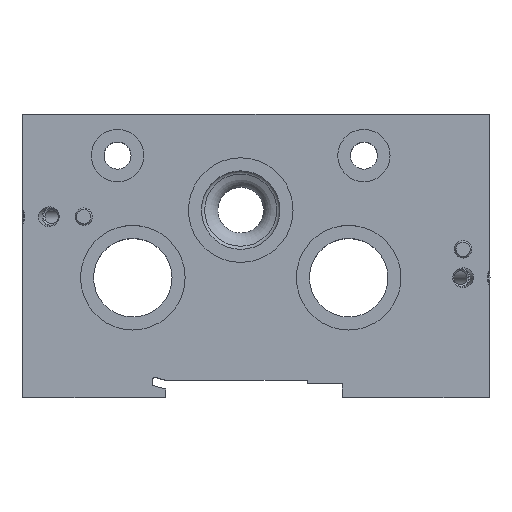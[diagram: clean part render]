
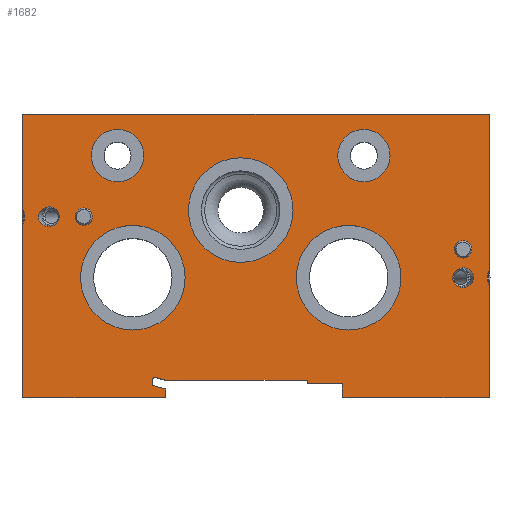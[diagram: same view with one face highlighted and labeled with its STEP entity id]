
A CAD part, top view. The second image highlights one B-rep face of the part: STEP entity #1682.
In plain terms, the highlighted planar face has unit normal (0, 0, 1).
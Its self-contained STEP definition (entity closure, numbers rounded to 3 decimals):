
#77=ELLIPSE('',#1869,2.394,2.25);
#78=ELLIPSE('',#1870,2.394,2.25);
#79=ELLIPSE('',#1876,4.257,4.);
#80=ELLIPSE('',#1877,4.257,4.);
#97=LINE('',#2743,#171);
#99=LINE('',#2754,#173);
#101=LINE('',#2757,#175);
#103=LINE('',#2763,#177);
#105=LINE('',#2767,#179);
#107=LINE('',#2771,#181);
#109=LINE('',#2775,#183);
#112=LINE('',#2783,#186);
#114=LINE('',#2787,#188);
#116=LINE('',#2791,#190);
#118=LINE('',#2795,#192);
#120=LINE('',#2799,#194);
#122=LINE('',#2803,#196);
#123=LINE('',#2814,#197);
#124=LINE('',#2815,#198);
#171=VECTOR('',#2133,1000.);
#173=VECTOR('',#2143,1000.);
#175=VECTOR('',#2145,1000.);
#177=VECTOR('',#2151,1000.);
#179=VECTOR('',#2155,1000.);
#181=VECTOR('',#2159,1000.);
#183=VECTOR('',#2163,1000.);
#186=VECTOR('',#2172,1000.);
#188=VECTOR('',#2176,1000.);
#190=VECTOR('',#2180,1000.);
#192=VECTOR('',#2184,1000.);
#194=VECTOR('',#2188,1000.);
#196=VECTOR('',#2192,1000.);
#197=VECTOR('',#2203,1000.);
#198=VECTOR('',#2204,1000.);
#243=PLANE('',#1866);
#391=ORIENTED_EDGE('',*,*,#759,.F.);
#392=ORIENTED_EDGE('',*,*,#760,.F.);
#393=ORIENTED_EDGE('',*,*,#761,.T.);
#394=ORIENTED_EDGE('',*,*,#762,.T.);
#395=ORIENTED_EDGE('',*,*,#763,.F.);
#396=ORIENTED_EDGE('',*,*,#764,.F.);
#397=ORIENTED_EDGE('',*,*,#765,.F.);
#398=ORIENTED_EDGE('',*,*,#766,.F.);
#399=ORIENTED_EDGE('',*,*,#767,.F.);
#400=ORIENTED_EDGE('',*,*,#768,.T.);
#401=ORIENTED_EDGE('',*,*,#758,.T.);
#402=ORIENTED_EDGE('',*,*,#722,.T.);
#403=ORIENTED_EDGE('',*,*,#727,.T.);
#404=ORIENTED_EDGE('',*,*,#769,.T.);
#405=ORIENTED_EDGE('',*,*,#729,.T.);
#406=ORIENTED_EDGE('',*,*,#732,.T.);
#407=ORIENTED_EDGE('',*,*,#734,.T.);
#408=ORIENTED_EDGE('',*,*,#736,.T.);
#409=ORIENTED_EDGE('',*,*,#738,.T.);
#410=ORIENTED_EDGE('',*,*,#740,.F.);
#411=ORIENTED_EDGE('',*,*,#742,.T.);
#412=ORIENTED_EDGE('',*,*,#744,.T.);
#413=ORIENTED_EDGE('',*,*,#746,.T.);
#414=ORIENTED_EDGE('',*,*,#748,.T.);
#415=ORIENTED_EDGE('',*,*,#750,.T.);
#416=ORIENTED_EDGE('',*,*,#752,.T.);
#417=ORIENTED_EDGE('',*,*,#757,.T.);
#722=EDGE_CURVE('',#920,#919,#97,.T.);
#727=EDGE_CURVE('',#919,#923,#99,.T.);
#729=EDGE_CURVE('',#924,#925,#101,.T.);
#732=EDGE_CURVE('',#925,#927,#103,.T.);
#734=EDGE_CURVE('',#927,#928,#105,.T.);
#736=EDGE_CURVE('',#928,#929,#107,.T.);
#738=EDGE_CURVE('',#929,#930,#109,.T.);
#740=EDGE_CURVE('',#931,#930,#1062,.T.);
#742=EDGE_CURVE('',#931,#932,#112,.T.);
#744=EDGE_CURVE('',#932,#933,#114,.T.);
#746=EDGE_CURVE('',#933,#934,#116,.T.);
#748=EDGE_CURVE('',#934,#935,#118,.T.);
#750=EDGE_CURVE('',#935,#936,#120,.T.);
#752=EDGE_CURVE('',#936,#937,#122,.T.);
#757=EDGE_CURVE('',#937,#941,#123,.T.);
#758=EDGE_CURVE('',#942,#920,#124,.T.);
#759=EDGE_CURVE('',#943,#943,#1066,.T.);
#760=EDGE_CURVE('',#944,#944,#1067,.T.);
#761=EDGE_CURVE('',#945,#945,#77,.F.);
#762=EDGE_CURVE('',#946,#946,#78,.F.);
#763=EDGE_CURVE('',#947,#947,#1068,.T.);
#764=EDGE_CURVE('',#948,#948,#1069,.T.);
#765=EDGE_CURVE('',#949,#949,#1070,.T.);
#766=EDGE_CURVE('',#950,#950,#1071,.T.);
#767=EDGE_CURVE('',#951,#951,#1072,.T.);
#768=EDGE_CURVE('',#941,#942,#79,.F.);
#769=EDGE_CURVE('',#923,#924,#80,.F.);
#919=VERTEX_POINT('',#2742);
#920=VERTEX_POINT('',#2744);
#923=VERTEX_POINT('',#2752);
#924=VERTEX_POINT('',#2753);
#925=VERTEX_POINT('',#2756);
#927=VERTEX_POINT('',#2762);
#928=VERTEX_POINT('',#2766);
#929=VERTEX_POINT('',#2770);
#930=VERTEX_POINT('',#2774);
#931=VERTEX_POINT('',#2778);
#932=VERTEX_POINT('',#2782);
#933=VERTEX_POINT('',#2786);
#934=VERTEX_POINT('',#2790);
#935=VERTEX_POINT('',#2794);
#936=VERTEX_POINT('',#2798);
#937=VERTEX_POINT('',#2802);
#941=VERTEX_POINT('',#2812);
#942=VERTEX_POINT('',#2813);
#943=VERTEX_POINT('',#2818);
#944=VERTEX_POINT('',#2820);
#945=VERTEX_POINT('',#2822);
#946=VERTEX_POINT('',#2824);
#947=VERTEX_POINT('',#2826);
#948=VERTEX_POINT('',#2828);
#949=VERTEX_POINT('',#2830);
#950=VERTEX_POINT('',#2832);
#951=VERTEX_POINT('',#2834);
#1062=CIRCLE('',#1854,0.5);
#1066=CIRCLE('',#1867,2.);
#1067=CIRCLE('',#1868,2.);
#1068=CIRCLE('',#1871,6.);
#1069=CIRCLE('',#1872,6.);
#1070=CIRCLE('',#1873,12.);
#1071=CIRCLE('',#1874,12.);
#1072=CIRCLE('',#1875,12.);
#1190=EDGE_LOOP('',(#391));
#1191=EDGE_LOOP('',(#392));
#1192=EDGE_LOOP('',(#393));
#1193=EDGE_LOOP('',(#394));
#1194=EDGE_LOOP('',(#395));
#1195=EDGE_LOOP('',(#396));
#1196=EDGE_LOOP('',(#397));
#1197=EDGE_LOOP('',(#398));
#1198=EDGE_LOOP('',(#399));
#1199=EDGE_LOOP('',(#400,#401,#402,#403,#404,#405,#406,#407,#408,#409,#410,
#411,#412,#413,#414,#415,#416,#417));
#1426=FACE_BOUND('',#1190,.T.);
#1427=FACE_BOUND('',#1191,.T.);
#1428=FACE_BOUND('',#1192,.T.);
#1429=FACE_BOUND('',#1193,.T.);
#1430=FACE_BOUND('',#1194,.T.);
#1431=FACE_BOUND('',#1195,.T.);
#1432=FACE_BOUND('',#1196,.T.);
#1433=FACE_BOUND('',#1197,.T.);
#1434=FACE_BOUND('',#1198,.T.);
#1435=FACE_BOUND('',#1199,.T.);
#1682=ADVANCED_FACE('',(#1426,#1427,#1428,#1429,#1430,#1431,#1432,#1433,
#1434,#1435),#243,.T.);
#1854=AXIS2_PLACEMENT_3D('',#2779,#2167,#2168);
#1866=AXIS2_PLACEMENT_3D('',#2816,#2205,#2206);
#1867=AXIS2_PLACEMENT_3D('',#2817,#2207,#2208);
#1868=AXIS2_PLACEMENT_3D('',#2819,#2209,#2210);
#1869=AXIS2_PLACEMENT_3D('',#2821,#2211,#2212);
#1870=AXIS2_PLACEMENT_3D('',#2823,#2213,#2214);
#1871=AXIS2_PLACEMENT_3D('',#2825,#2215,#2216);
#1872=AXIS2_PLACEMENT_3D('',#2827,#2217,#2218);
#1873=AXIS2_PLACEMENT_3D('',#2829,#2219,#2220);
#1874=AXIS2_PLACEMENT_3D('',#2831,#2221,#2222);
#1875=AXIS2_PLACEMENT_3D('',#2833,#2223,#2224);
#1876=AXIS2_PLACEMENT_3D('',#2835,#2225,#2226);
#1877=AXIS2_PLACEMENT_3D('',#2836,#2227,#2228);
#2133=DIRECTION('',(-1.,0.,0.));
#2143=DIRECTION('',(0.,-1.,0.));
#2145=DIRECTION('',(0.,-1.,0.));
#2151=DIRECTION('',(1.,0.,0.));
#2155=DIRECTION('',(0.,1.,0.));
#2159=DIRECTION('',(-0.966,0.259,0.));
#2163=DIRECTION('',(0.,1.,0.));
#2167=DIRECTION('',(0.,0.,1.));
#2168=DIRECTION('',(1.,0.,0.));
#2172=DIRECTION('',(0.966,-0.259,0.));
#2176=DIRECTION('',(1.,0.,0.));
#2180=DIRECTION('',(0.,-1.,0.));
#2184=DIRECTION('',(1.,0.,0.));
#2188=DIRECTION('',(0.,-1.,0.));
#2192=DIRECTION('',(1.,0.,0.));
#2203=DIRECTION('',(0.,1.,0.));
#2204=DIRECTION('',(0.,1.,0.));
#2205=DIRECTION('',(0.,0.,1.));
#2206=DIRECTION('',(1.,0.,0.));
#2207=DIRECTION('',(0.,0.,1.));
#2208=DIRECTION('',(1.,0.,0.));
#2209=DIRECTION('',(0.,0.,1.));
#2210=DIRECTION('',(1.,0.,0.));
#2211=DIRECTION('',(0.,0.,1.));
#2212=DIRECTION('',(-1.,0.,0.));
#2213=DIRECTION('',(0.,0.,1.));
#2214=DIRECTION('',(1.,0.,0.));
#2215=DIRECTION('',(0.,0.,1.));
#2216=DIRECTION('',(1.,0.,0.));
#2217=DIRECTION('',(0.,0.,1.));
#2218=DIRECTION('',(1.,0.,0.));
#2219=DIRECTION('',(0.,0.,1.));
#2220=DIRECTION('',(1.,0.,0.));
#2221=DIRECTION('',(0.,0.,1.));
#2222=DIRECTION('',(1.,0.,0.));
#2223=DIRECTION('',(0.,0.,1.));
#2224=DIRECTION('',(1.,0.,0.));
#2225=DIRECTION('',(0.,0.,1.));
#2226=DIRECTION('',(-1.,0.,0.));
#2227=DIRECTION('',(0.,0.,1.));
#2228=DIRECTION('',(-1.,0.,0.));
#2742=CARTESIAN_POINT('',(-53.5,65.,27.));
#2743=CARTESIAN_POINT('',(53.5,65.,27.));
#2744=CARTESIAN_POINT('',(53.5,65.,27.));
#2752=CARTESIAN_POINT('',(-53.5,43.251,27.));
#2753=CARTESIAN_POINT('',(-53.5,39.749,27.));
#2754=CARTESIAN_POINT('',(-53.5,65.,27.));
#2756=CARTESIAN_POINT('',(-53.5,0.,27.));
#2757=CARTESIAN_POINT('',(-53.5,65.,27.));
#2762=CARTESIAN_POINT('',(-20.75,0.,27.));
#2763=CARTESIAN_POINT('',(-53.5,0.,27.));
#2766=CARTESIAN_POINT('',(-20.75,1.996,27.));
#2767=CARTESIAN_POINT('',(-20.75,0.,27.));
#2770=CARTESIAN_POINT('',(-23.75,2.8,27.));
#2771=CARTESIAN_POINT('',(-20.75,1.996,27.));
#2774=CARTESIAN_POINT('',(-23.75,4.148,27.));
#2775=CARTESIAN_POINT('',(-23.75,2.8,27.));
#2778=CARTESIAN_POINT('',(-23.121,4.631,27.));
#2779=CARTESIAN_POINT('',(-23.25,4.148,27.));
#2782=CARTESIAN_POINT('',(-20.764,4.,27.));
#2783=CARTESIAN_POINT('',(-23.121,4.631,27.));
#2786=CARTESIAN_POINT('',(11.75,4.,27.));
#2787=CARTESIAN_POINT('',(-20.764,4.,27.));
#2790=CARTESIAN_POINT('',(11.75,3.2,27.));
#2791=CARTESIAN_POINT('',(11.75,4.,27.));
#2794=CARTESIAN_POINT('',(19.8,3.2,27.));
#2795=CARTESIAN_POINT('',(11.75,3.2,27.));
#2798=CARTESIAN_POINT('',(19.8,0.,27.));
#2799=CARTESIAN_POINT('',(19.8,3.2,27.));
#2802=CARTESIAN_POINT('',(53.5,0.,27.));
#2803=CARTESIAN_POINT('',(19.8,0.,27.));
#2812=CARTESIAN_POINT('',(53.5,25.749,27.));
#2813=CARTESIAN_POINT('',(53.5,29.251,27.));
#2814=CARTESIAN_POINT('',(53.5,0.,27.));
#2815=CARTESIAN_POINT('',(53.5,0.,27.));
#2816=CARTESIAN_POINT('',(-23.25,4.148,27.));
#2817=CARTESIAN_POINT('',(47.5,34.,27.));
#2818=CARTESIAN_POINT('',(49.5,34.,27.));
#2819=CARTESIAN_POINT('',(-39.5,41.5,27.));
#2820=CARTESIAN_POINT('',(-37.5,41.5,27.));
#2821=CARTESIAN_POINT('',(-47.5,41.5,27.));
#2822=CARTESIAN_POINT('',(-49.894,41.5,27.));
#2823=CARTESIAN_POINT('',(47.5,27.5,27.));
#2824=CARTESIAN_POINT('',(49.894,27.5,27.));
#2825=CARTESIAN_POINT('',(24.75,55.5,27.));
#2826=CARTESIAN_POINT('',(30.75,55.5,27.));
#2827=CARTESIAN_POINT('',(-31.75,55.5,27.));
#2828=CARTESIAN_POINT('',(-25.75,55.5,27.));
#2829=CARTESIAN_POINT('',(-3.5,43.,27.));
#2830=CARTESIAN_POINT('',(8.5,43.,27.));
#2831=CARTESIAN_POINT('',(21.25,27.5,27.));
#2832=CARTESIAN_POINT('',(33.25,27.5,27.));
#2833=CARTESIAN_POINT('',(-28.25,27.5,27.));
#2834=CARTESIAN_POINT('',(-16.25,27.5,27.));
#2835=CARTESIAN_POINT('',(57.327,27.5,27.));
#2836=CARTESIAN_POINT('',(-57.327,41.5,27.));
